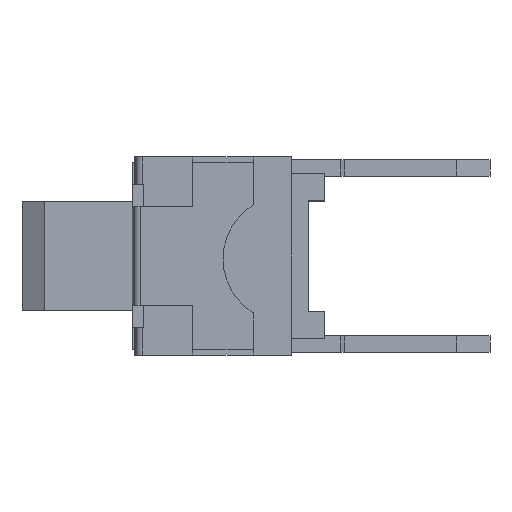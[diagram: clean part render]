
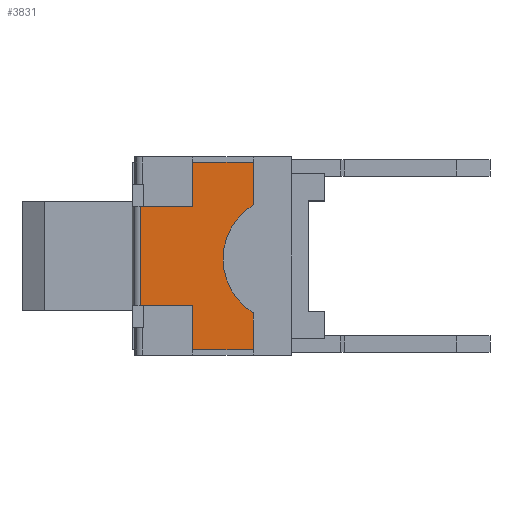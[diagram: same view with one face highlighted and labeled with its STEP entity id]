
A CAD part, left-side view. The second image highlights one B-rep face of the part: STEP entity #3831.
In plain terms, the highlighted planar face has unit normal (-1, 0, 0).
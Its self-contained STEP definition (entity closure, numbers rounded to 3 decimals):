
#178 = EDGE_CURVE ( 'NONE', #3938, #1909, #5099, .T. ) ;
#305 = VECTOR ( 'NONE', #5366, 1000. ) ;
#370 = ORIENTED_EDGE ( 'NONE', *, *, #1653, .T. ) ;
#444 = CARTESIAN_POINT ( 'NONE',  ( -3.3, 0.9, -0.9 ) ) ;
#627 = ORIENTED_EDGE ( 'NONE', *, *, #1664, .T. ) ;
#662 = DIRECTION ( 'NONE',  ( 0., -1., 0. ) ) ;
#769 = VERTEX_POINT ( 'NONE', #444 ) ;
#1031 = CARTESIAN_POINT ( 'NONE',  ( -3.3, 0.9, -0.9 ) ) ;
#1034 = CARTESIAN_POINT ( 'NONE',  ( -3.3, 0.9, 0.05 ) ) ;
#1095 = DIRECTION ( 'NONE',  ( 0., 0., -1. ) ) ;
#1281 = LINE ( 'NONE', #2793, #2561 ) ;
#1323 = LINE ( 'NONE', #2222, #1997 ) ;
#1482 = VECTOR ( 'NONE', #662, 1000. ) ;
#1650 = CARTESIAN_POINT ( 'NONE',  ( -3.3, 1.7, -1.125 ) ) ;
#1653 = EDGE_CURVE ( 'NONE', #769, #5506, #6015, .T. ) ;
#1664 = EDGE_CURVE ( 'NONE', #5506, #6452, #3587, .T. ) ;
#1689 = VECTOR ( 'NONE', #2166, 1000. ) ;
#1762 = AXIS2_PLACEMENT_3D ( 'NONE', #3868, #5866, #4920 ) ;
#1797 = CARTESIAN_POINT ( 'NONE',  ( -3.3, 0.052, -2.603 ) ) ;
#1835 = ORIENTED_EDGE ( 'NONE', *, *, #178, .T. ) ;
#1863 = PLANE ( 'NONE',  #1762 ) ;
#1872 = CARTESIAN_POINT ( 'NONE',  ( -3.3, -0.9, -0.9 ) ) ;
#1901 = FACE_OUTER_BOUND ( 'NONE', #5792, .T. ) ;
#1909 = VERTEX_POINT ( 'NONE', #2796 ) ;
#1922 = CARTESIAN_POINT ( 'NONE',  ( -3.3, 1.7, -0.9 ) ) ;
#1937 = ORIENTED_EDGE ( 'NONE', *, *, #3430, .T. ) ;
#1997 = VECTOR ( 'NONE', #5787, 1000. ) ;
#2029 = CARTESIAN_POINT ( 'NONE',  ( -3.3, 1.033, -2. ) ) ;
#2164 = LINE ( 'NONE', #3180, #5552 ) ;
#2166 = DIRECTION ( 'NONE',  ( 0., -1., 0. ) ) ;
#2222 = CARTESIAN_POINT ( 'NONE',  ( -3.3, -0.485, 0.05 ) ) ;
#2234 = LINE ( 'NONE', #6166, #1482 ) ;
#2293 = LINE ( 'NONE', #5801, #1689 ) ;
#2323 = DIRECTION ( 'NONE',  ( 1., 0., 0. ) ) ;
#2335 = DIRECTION ( 'NONE',  ( 0., 1., 0. ) ) ;
#2358 = VERTEX_POINT ( 'NONE', #1872 ) ;
#2561 = VECTOR ( 'NONE', #2335, 1000. ) ;
#2679 = ORIENTED_EDGE ( 'NONE', *, *, #5834, .T. ) ;
#2793 = CARTESIAN_POINT ( 'NONE',  ( -3.3, -0.45, -0.9 ) ) ;
#2796 = CARTESIAN_POINT ( 'NONE',  ( -3.3, -0.929, -2. ) ) ;
#2952 = EDGE_CURVE ( 'NONE', #6321, #5556, #1323, .T. ) ;
#3034 = CARTESIAN_POINT ( 'NONE',  ( -3.3, -1.7, -2. ) ) ;
#3180 = CARTESIAN_POINT ( 'NONE',  ( -3.3, 0.9, 0. ) ) ;
#3196 = VERTEX_POINT ( 'NONE', #3034 ) ;
#3277 = LINE ( 'NONE', #5281, #3572 ) ;
#3319 = ORIENTED_EDGE ( 'NONE', *, *, #6139, .T. ) ;
#3430 = EDGE_CURVE ( 'NONE', #3196, #5613, #6310, .T. ) ;
#3536 = VECTOR ( 'NONE', #1095, 1000. ) ;
#3541 = VECTOR ( 'NONE', #5037, 1000. ) ;
#3572 = VECTOR ( 'NONE', #5312, 1000. ) ;
#3581 = CARTESIAN_POINT ( 'NONE',  ( -3.3, -1.7, -0.9 ) ) ;
#3587 = LINE ( 'NONE', #1650, #3536 ) ;
#3731 = DIRECTION ( 'NONE',  ( 0., 0., 1. ) ) ;
#3799 = DIRECTION ( 'NONE',  ( 0., -0.852, 0.524 ) ) ;
#3831 = ADVANCED_FACE ( 'NONE', ( #1901 ), #1863, .T. ) ;
#3868 = CARTESIAN_POINT ( 'NONE',  ( -3.3, 0., -1.35 ) ) ;
#3938 = VERTEX_POINT ( 'NONE', #2029 ) ;
#3970 = ORIENTED_EDGE ( 'NONE', *, *, #2952, .F. ) ;
#4377 = ORIENTED_EDGE ( 'NONE', *, *, #6196, .T. ) ;
#4418 = CARTESIAN_POINT ( 'NONE',  ( -3.3, -0.9, 0.05 ) ) ;
#4843 = ORIENTED_EDGE ( 'NONE', *, *, #6270, .T. ) ;
#4895 = AXIS2_PLACEMENT_3D ( 'NONE', #1797, #2323, #3799 ) ;
#4920 = DIRECTION ( 'NONE',  ( 0., 0., 1. ) ) ;
#4988 = EDGE_CURVE ( 'NONE', #769, #6321, #2164, .T. ) ;
#5037 = DIRECTION ( 'NONE',  ( 0., 1., 0. ) ) ;
#5099 = CIRCLE ( 'NONE', #4895, 1.151 ) ;
#5166 = CARTESIAN_POINT ( 'NONE',  ( -3.3, 1.7, -2. ) ) ;
#5281 = CARTESIAN_POINT ( 'NONE',  ( -3.3, -0.9, 0. ) ) ;
#5312 = DIRECTION ( 'NONE',  ( 0., 0., 1. ) ) ;
#5366 = DIRECTION ( 'NONE',  ( 0., 0., 1. ) ) ;
#5506 = VERTEX_POINT ( 'NONE', #1922 ) ;
#5552 = VECTOR ( 'NONE', #3731, 1000. ) ;
#5556 = VERTEX_POINT ( 'NONE', #4418 ) ;
#5613 = VERTEX_POINT ( 'NONE', #3581 ) ;
#5787 = DIRECTION ( 'NONE',  ( 0., -1., 0. ) ) ;
#5792 = EDGE_LOOP ( 'NONE', ( #3970, #6455, #370, #627, #4377, #1835, #3319, #1937, #2679, #4843 ) ) ;
#5801 = CARTESIAN_POINT ( 'NONE',  ( -3.3, 0.516, -2. ) ) ;
#5834 = EDGE_CURVE ( 'NONE', #5613, #2358, #1281, .T. ) ;
#5846 = CARTESIAN_POINT ( 'NONE',  ( -3.3, -1.7, -1.675 ) ) ;
#5866 = DIRECTION ( 'NONE',  ( -1., 0., 0. ) ) ;
#6015 = LINE ( 'NONE', #1031, #3541 ) ;
#6139 = EDGE_CURVE ( 'NONE', #1909, #3196, #2234, .T. ) ;
#6166 = CARTESIAN_POINT ( 'NONE',  ( -3.3, -0.9, -2. ) ) ;
#6196 = EDGE_CURVE ( 'NONE', #6452, #3938, #2293, .T. ) ;
#6270 = EDGE_CURVE ( 'NONE', #2358, #5556, #3277, .T. ) ;
#6310 = LINE ( 'NONE', #5846, #305 ) ;
#6321 = VERTEX_POINT ( 'NONE', #1034 ) ;
#6452 = VERTEX_POINT ( 'NONE', #5166 ) ;
#6455 = ORIENTED_EDGE ( 'NONE', *, *, #4988, .F. ) ;
